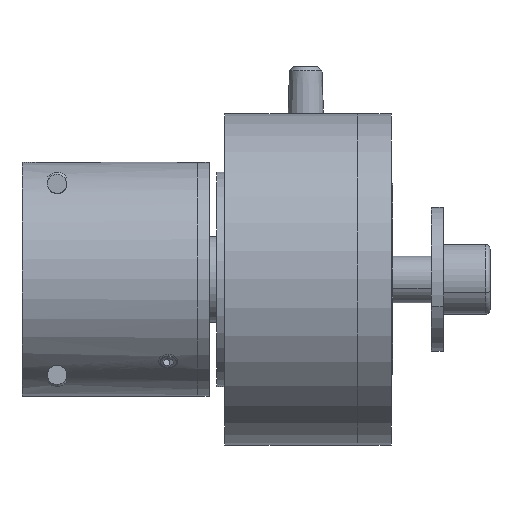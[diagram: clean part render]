
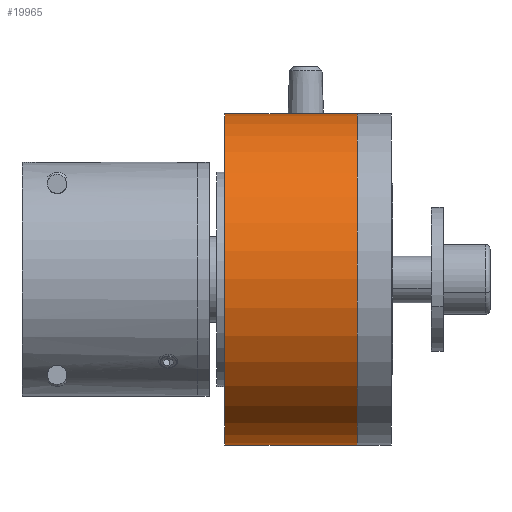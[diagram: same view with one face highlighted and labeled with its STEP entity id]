
A CAD part, front view. The second image highlights one B-rep face of the part: STEP entity #19965.
In plain terms, the highlighted cylindrical face has radius 42.5 mm (diameter 85 mm), a partial arc.
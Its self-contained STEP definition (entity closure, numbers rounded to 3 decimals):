
#145 = CARTESIAN_POINT ( 'NONE',  ( -39.259, 0., 42.5 ) ) ;
#557 = VERTEX_POINT ( 'NONE', #7341 ) ;
#615 = LINE ( 'NONE', #145, #17194 ) ;
#1195 = ORIENTED_EDGE ( 'NONE', *, *, #8914, .T. ) ;
#1902 = ORIENTED_EDGE ( 'NONE', *, *, #18570, .F. ) ;
#2364 = CARTESIAN_POINT ( 'NONE',  ( -39.259, 0., -42.5 ) ) ;
#3543 = VECTOR ( 'NONE', #5764, 1000. ) ;
#4819 = DIRECTION ( 'NONE',  ( 0., 0., 1. ) ) ;
#5640 = EDGE_CURVE ( 'NONE', #557, #17841, #12599, .T. ) ;
#5660 = ORIENTED_EDGE ( 'NONE', *, *, #17449, .F. ) ;
#5764 = DIRECTION ( 'NONE',  ( -1., 0., 0. ) ) ;
#5986 = CIRCLE ( 'NONE', #13879, 42.5 ) ;
#7341 = CARTESIAN_POINT ( 'NONE',  ( 36.8, 0., -42.5 ) ) ;
#7425 = FACE_OUTER_BOUND ( 'NONE', #18706, .T. ) ;
#8327 = CARTESIAN_POINT ( 'NONE',  ( 2.8, 0., 42.5 ) ) ;
#8384 = CARTESIAN_POINT ( 'NONE',  ( 36.8, 0., 42.5 ) ) ;
#8453 = AXIS2_PLACEMENT_3D ( 'NONE', #14314, #19074, #4819 ) ;
#8764 = DIRECTION ( 'NONE',  ( 0., 0., 1. ) ) ;
#8914 = EDGE_CURVE ( 'NONE', #17841, #9130, #615, .T. ) ;
#9130 = VERTEX_POINT ( 'NONE', #8327 ) ;
#9160 = AXIS2_PLACEMENT_3D ( 'NONE', #11246, #13059, #19332 ) ;
#10081 = ORIENTED_EDGE ( 'NONE', *, *, #5640, .T. ) ;
#11246 = CARTESIAN_POINT ( 'NONE',  ( 36.8, 0., 0. ) ) ;
#12599 = CIRCLE ( 'NONE', #9160, 42.5 ) ;
#13059 = DIRECTION ( 'NONE',  ( -1., 0., 0. ) ) ;
#13424 = DIRECTION ( 'NONE',  ( -1., 0., 0. ) ) ;
#13879 = AXIS2_PLACEMENT_3D ( 'NONE', #15139, #13424, #8764 ) ;
#14314 = CARTESIAN_POINT ( 'NONE',  ( -39.259, 0., 0. ) ) ;
#14931 = CARTESIAN_POINT ( 'NONE',  ( 2.8, 0., -42.5 ) ) ;
#15139 = CARTESIAN_POINT ( 'NONE',  ( 2.8, 0., 0. ) ) ;
#15941 = DIRECTION ( 'NONE',  ( -1., 0., 0. ) ) ;
#17194 = VECTOR ( 'NONE', #15941, 1000. ) ;
#17449 = EDGE_CURVE ( 'NONE', #557, #18559, #19907, .T. ) ;
#17841 = VERTEX_POINT ( 'NONE', #8384 ) ;
#18318 = CYLINDRICAL_SURFACE ( 'NONE', #8453, 42.5 ) ;
#18559 = VERTEX_POINT ( 'NONE', #14931 ) ;
#18570 = EDGE_CURVE ( 'NONE', #18559, #9130, #5986, .T. ) ;
#18706 = EDGE_LOOP ( 'NONE', ( #5660, #10081, #1195, #1902 ) ) ;
#19074 = DIRECTION ( 'NONE',  ( -1., 0., 0. ) ) ;
#19332 = DIRECTION ( 'NONE',  ( 0., 0., 1. ) ) ;
#19907 = LINE ( 'NONE', #2364, #3543 ) ;
#19965 = ADVANCED_FACE ( 'NONE', ( #7425 ), #18318, .T. ) ;
